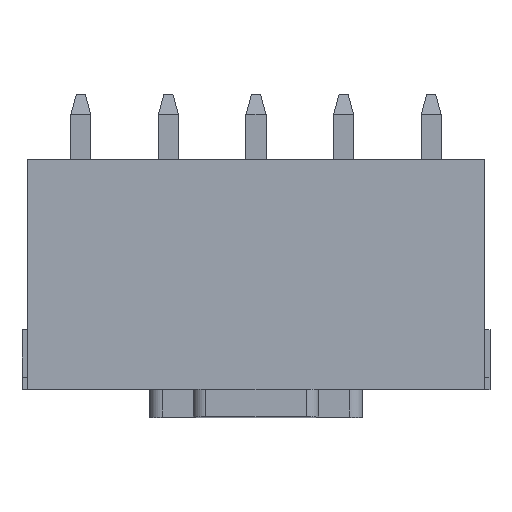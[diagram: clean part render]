
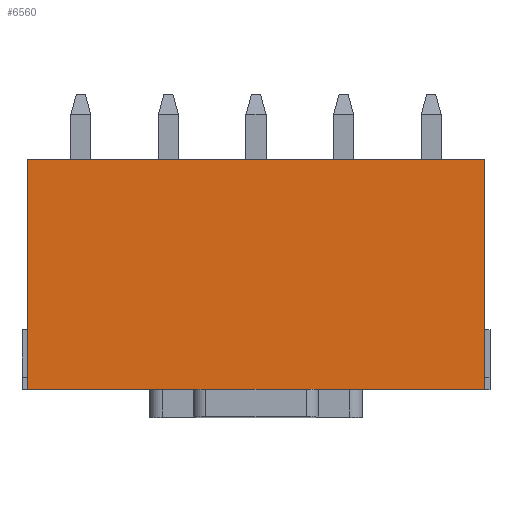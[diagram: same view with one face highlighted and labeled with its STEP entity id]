
A CAD part, top view. The second image highlights one B-rep face of the part: STEP entity #6560.
In plain terms, the highlighted planar face has unit normal (0, 0, 1).
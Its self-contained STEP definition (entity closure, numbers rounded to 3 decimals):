
#1403=ORIENTED_EDGE('',*,*,#2703,.T.);
#1404=ORIENTED_EDGE('',*,*,#2702,.F.);
#1405=ORIENTED_EDGE('',*,*,#2690,.F.);
#1406=ORIENTED_EDGE('',*,*,#2061,.T.);
#2061=EDGE_CURVE('',#2990,#2989,#3615,.T.);
#2690=EDGE_CURVE('',#2990,#3413,#4187,.T.);
#2702=EDGE_CURVE('',#3413,#3421,#4197,.T.);
#2703=EDGE_CURVE('',#2989,#3421,#4198,.T.);
#2989=VERTEX_POINT('',#8879);
#2990=VERTEX_POINT('',#8881);
#3413=VERTEX_POINT('',#10142);
#3421=VERTEX_POINT('',#10162);
#3615=LINE('',#8880,#4473);
#4187=LINE('',#10141,#5045);
#4197=LINE('',#10164,#5055);
#4198=LINE('',#10166,#5056);
#4473=VECTOR('',#7175,1000.);
#5045=VECTOR('',#8279,1000.);
#5055=VECTOR('',#8297,1000.);
#5056=VECTOR('',#8300,1000.);
#5546=EDGE_LOOP('',(#1403,#1404,#1405,#1406));
#5916=FACE_BOUND('',#5546,.T.);
#6238=PLANE('',#6988);
#6560=ADVANCED_FACE('',(#5916),#6238,.F.);
#6988=AXIS2_PLACEMENT_3D('',#10165,#8298,#8299);
#7175=DIRECTION('',(0.,-1.,0.));
#8279=DIRECTION('',(1.,0.,0.));
#8297=DIRECTION('',(0.,-1.,0.));
#8298=DIRECTION('',(0.,0.,-1.));
#8299=DIRECTION('',(-1.,0.,0.));
#8300=DIRECTION('',(1.,0.,0.));
#8879=CARTESIAN_POINT('',(-9.15,0.,3.5));
#8880=CARTESIAN_POINT('',(-9.15,9.2,3.5));
#8881=CARTESIAN_POINT('',(-9.15,9.2,3.5));
#10141=CARTESIAN_POINT('',(-9.15,9.2,3.5));
#10142=CARTESIAN_POINT('',(9.15,9.2,3.5));
#10162=CARTESIAN_POINT('',(9.15,0.,3.5));
#10164=CARTESIAN_POINT('',(9.15,9.2,3.5));
#10165=CARTESIAN_POINT('',(-9.15,9.2,3.5));
#10166=CARTESIAN_POINT('',(-9.15,0.,3.5));
